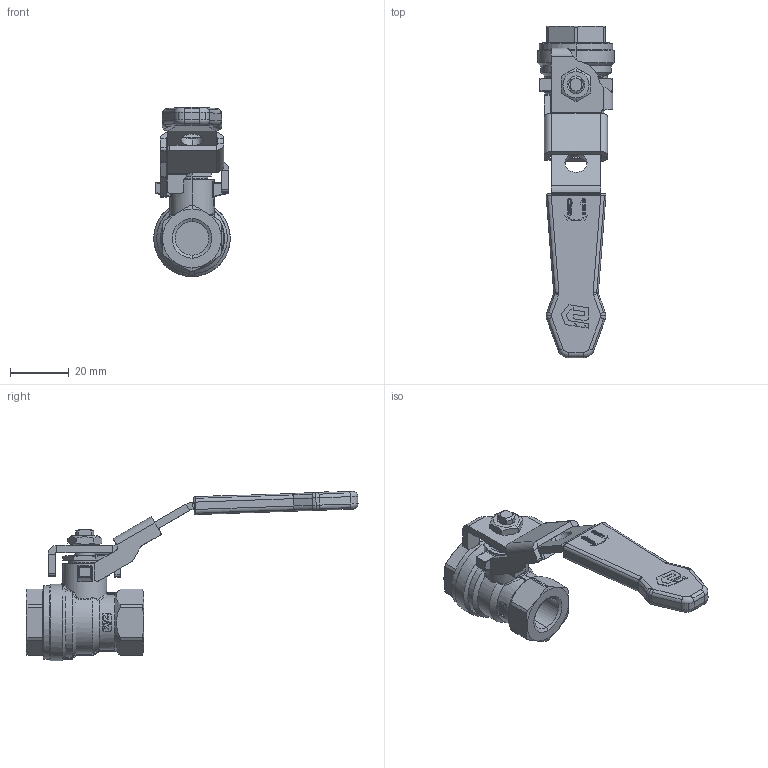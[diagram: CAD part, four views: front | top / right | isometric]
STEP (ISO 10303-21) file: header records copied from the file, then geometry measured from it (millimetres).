
FILE_DESCRIPTION(('HOOPS Exchange Step'),'2;1');
FILE_NAME('GK05_DN8.stp','2025-11-06T08:31:41+01:00',('nieru'),('Unknown organisation'),'HOOPS Exchange 2024.2','HOOPS Exchange','Unknown authorisation');
FILE_SCHEMA( ('AP203_CONFIGURATION_CONTROLLED_3D_DESIGN_OF_MECHANICAL_PARTS_AND_ASSEMBLIES_MIM_LF') );
Length unit declared in the file: millimetre
Products named in the file (2): 0; root
Assembly tree (1 placements, depth 2):
  root
    0
Bounding box: 26 x 112.92 x 57.51 mm (x, y, z)
Volume: 25227.6 mm3; surface area: 12311.9 mm2
Topology: 2 solids, 3 shells, 1022 faces, 2661 edges, 1699 vertices
Faces by surface type: plane 358, bspline 322, cylinder 246, cone 64, torus 24, sphere 8
Entity records: 38958 total; most frequent: CARTESIAN_POINT 16647, ORIENTED_EDGE 5302, DIRECTION 3359, EDGE_CURVE 2651, VERTEX_POINT 1699, AXIS2_PLACEMENT_3D 1231, EDGE_LOOP 1090, FACE_BOUND 1090
